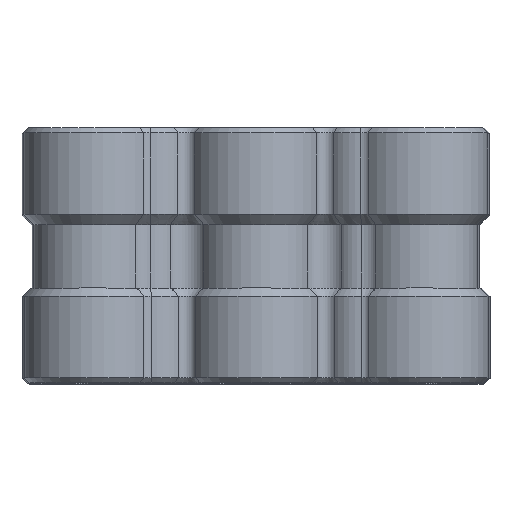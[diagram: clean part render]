
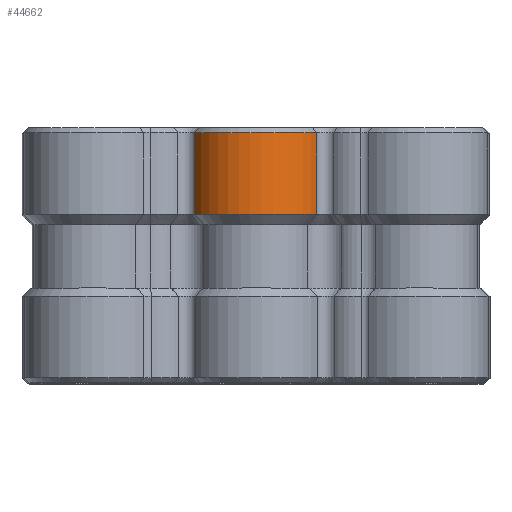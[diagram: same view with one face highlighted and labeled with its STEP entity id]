
A CAD part, top view. The second image highlights one B-rep face of the part: STEP entity #44662.
In plain terms, the highlighted cylindrical face has radius 13.44 mm (diameter 26.88 mm), a partial arc.
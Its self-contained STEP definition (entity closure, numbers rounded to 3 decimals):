
#277=CYLINDRICAL_SURFACE('',#47581,13.44);
#2372=FACE_OUTER_BOUND('',#4901,.T.);
#4901=EDGE_LOOP('',(#30917,#30918,#30919,#30920));
#7889=CIRCLE('',#47537,13.44);
#7911=CIRCLE('',#47582,13.44);
#11197=LINE('',#69660,#14840);
#11199=LINE('',#69666,#14842);
#14840=VECTOR('',#54333,2.);
#14842=VECTOR('',#54339,2.);
#18694=VERTEX_POINT('',#69569);
#18695=VERTEX_POINT('',#69573);
#18716=VERTEX_POINT('',#69659);
#18718=VERTEX_POINT('',#69665);
#23451=EDGE_CURVE('',#18694,#18695,#7889,.T.);
#23493=EDGE_CURVE('',#18695,#18716,#11197,.T.);
#23496=EDGE_CURVE('',#18718,#18694,#11199,.T.);
#23497=EDGE_CURVE('',#18716,#18718,#7911,.T.);
#30917=ORIENTED_EDGE('',*,*,#23451,.F.);
#30918=ORIENTED_EDGE('',*,*,#23496,.F.);
#30919=ORIENTED_EDGE('',*,*,#23497,.F.);
#30920=ORIENTED_EDGE('',*,*,#23493,.F.);
#44662=ADVANCED_FACE('',(#2372),#277,.T.);
#47537=AXIS2_PLACEMENT_3D('',#69575,#54226,#54227);
#47581=AXIS2_PLACEMENT_3D('',#69664,#54337,#54338);
#47582=AXIS2_PLACEMENT_3D('',#69667,#54340,#54341);
#54226=DIRECTION('center_axis',(0.,1.,0.));
#54227=DIRECTION('ref_axis',(-0.959,0.,0.284));
#54333=DIRECTION('',(0.,-1.,0.));
#54337=DIRECTION('center_axis',(0.,1.,0.));
#54338=DIRECTION('ref_axis',(-0.959,0.,0.284));
#54339=DIRECTION('',(0.,1.,0.));
#54340=DIRECTION('center_axis',(0.,-1.,0.));
#54341=DIRECTION('ref_axis',(-0.959,0.,0.284));
#69569=CARTESIAN_POINT('',(-33.998,48.7,-3.859));
#69573=CARTESIAN_POINT('',(-10.088,48.7,-3.859));
#69575=CARTESIAN_POINT('Origin',(-22.043,48.7,-10.));
#69659=CARTESIAN_POINT('',(-10.088,32.7,-3.859));
#69660=CARTESIAN_POINT('',(-10.088,46.7,-3.859));
#69664=CARTESIAN_POINT('Origin',(-22.043,46.7,-10.));
#69665=CARTESIAN_POINT('',(-33.998,32.7,-3.859));
#69666=CARTESIAN_POINT('',(-33.998,46.7,-3.859));
#69667=CARTESIAN_POINT('Origin',(-22.043,32.7,-10.));
